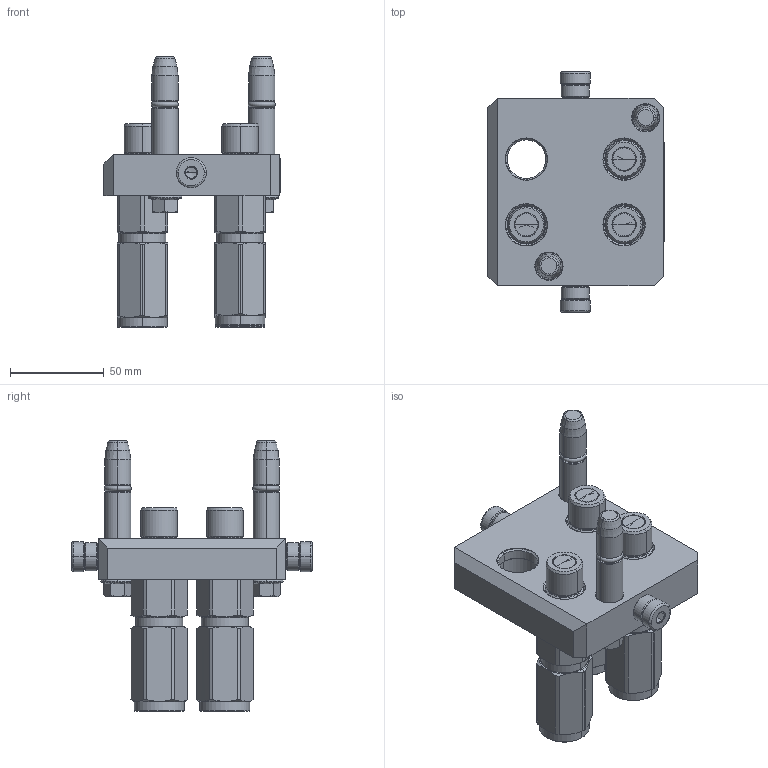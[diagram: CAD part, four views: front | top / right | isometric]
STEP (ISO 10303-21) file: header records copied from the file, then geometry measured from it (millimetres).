
FILE_DESCRIPTION (( 'STEP AP214' ), '1' );
FILE_NAME ('FASTER.step', '2024-06-17T13:41:58', ( '' ), ( '' ), 'SwSTEP 2.0', 'SolidWorks 2017', '' );
FILE_SCHEMA (( 'AUTOMOTIVE_DESIGN' ));
Length unit declared in the file: millimetre
Products named in the file (13): 4830_013_3000_020; or2_62x9_19_m; P406A_M_BASE; 3ffnp38_gas_m; 4830_021_0000_000; et002; 4830_028_1000_002; 3ffnp38-12g_m; FASTER; 4860_010_0004_001; 1540_080_0008_000
Assembly tree (18 placements, depth 3):
  FASTER
    P406A_M_BASE
      4860_010_0004_001
      4830_021_0000_000  x2
      1540_080_0008_000  x2
      4830_013_3000_020  x2
      4830_028_1000_002  x2
      or2_62x9_19_m  x2
    3ffnp38-12g_m  x2
      3ffnp38-12g_m
    3ffnp38_gas_m
      3ffnp38_gas_m
    et002
Bounding box: 93.8 x 128 x 143.8 mm (x, y, z)
Volume: 1869.3 mm3; surface area: 92255.5 mm2
Topology: 5 solids, 48 shells, 1356 faces, 3810 edges, 2505 vertices
Faces by surface type: plane 685, cone 277, cylinder 250, torus 88, bspline 56
Entity records: 40357 total; most frequent: CARTESIAN_POINT 11557, ORIENTED_EDGE 5416, DIRECTION 5158, EDGE_CURVE 2919, VERTEX_POINT 1934, VECTOR 1866, LINE 1866, AXIS2_PLACEMENT_3D 1646
